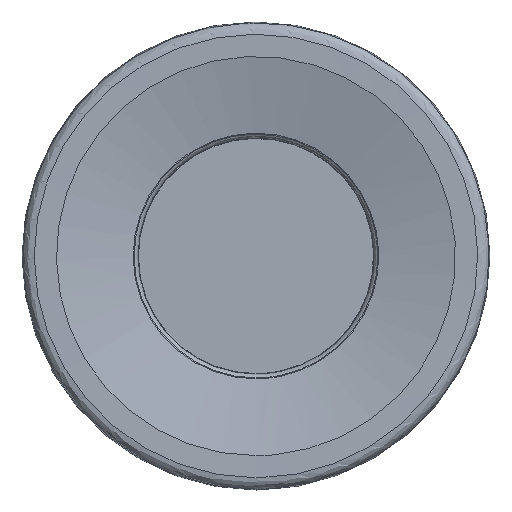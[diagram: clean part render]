
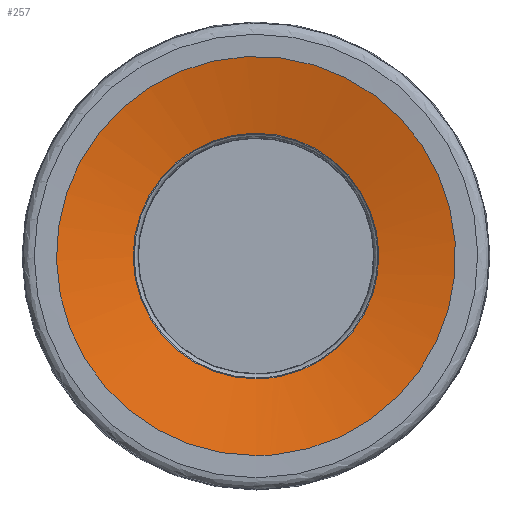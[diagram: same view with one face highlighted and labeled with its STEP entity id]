
A CAD part, left-side view. The second image highlights one B-rep face of the part: STEP entity #257.
In plain terms, the highlighted face is a revolution surface.
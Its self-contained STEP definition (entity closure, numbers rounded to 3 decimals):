
#45=SURFACE_OF_REVOLUTION('',#65,#59);
#59=AXIS1_PLACEMENT('',#825,#705);
#65=LINE('',#824,#71);
#71=VECTOR('',#704,5.532);
#257=ADVANCED_FACE('',(#318,#319),#45,.T.);
#318=FACE_BOUND('',#378,.T.);
#319=FACE_BOUND('',#379,.T.);
#378=EDGE_LOOP('',(#438));
#379=EDGE_LOOP('',(#439));
#438=ORIENTED_EDGE('',*,*,#487,.F.);
#439=ORIENTED_EDGE('',*,*,#499,.T.);
#457=VERTEX_POINT('',#759);
#469=VERTEX_POINT('',#821);
#487=EDGE_CURVE('',#457,#457,#517,.T.);
#499=EDGE_CURVE('',#469,#469,#529,.T.);
#517=CIRCLE('',#565,13.692);
#529=CIRCLE('',#580,8.424);
#565=AXIS2_PLACEMENT_3D('',#758,#652,#653);
#580=AXIS2_PLACEMENT_3D('',#820,#699,#700);
#652=DIRECTION('',(1.,0.,0.));
#653=DIRECTION('',(0.,0.,-1.));
#699=DIRECTION('',(1.,0.,0.));
#700=DIRECTION('',(0.,0.,-1.));
#704=DIRECTION('',(-0.215,-0.966,-0.143));
#705=DIRECTION('',(1.,0.,0.));
#758=CARTESIAN_POINT('',(0.048,0.,0.));
#759=CARTESIAN_POINT('',(0.048,0.,-13.692));
#820=CARTESIAN_POINT('',(1.24,0.,0.));
#821=CARTESIAN_POINT('',(1.24,0.,-8.424));
#824=CARTESIAN_POINT('',(1.24,-8.343,1.171));
#825=CARTESIAN_POINT('',(23.271,0.,0.));
